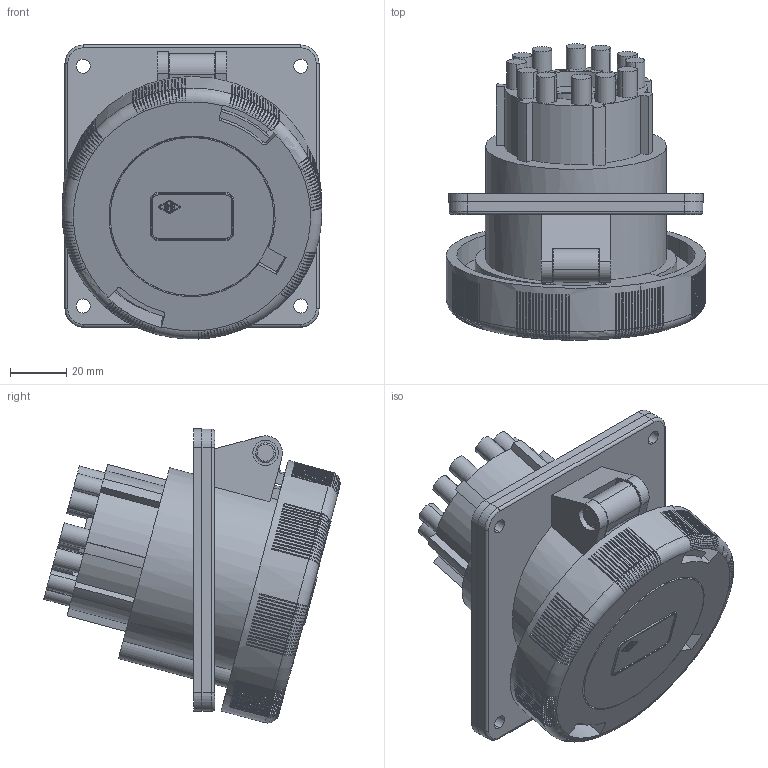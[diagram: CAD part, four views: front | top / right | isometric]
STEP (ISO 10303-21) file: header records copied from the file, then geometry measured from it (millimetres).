
FILE_DESCRIPTION(('Creo Elements/Direct Modeling STEP Export'),'2;1');
FILE_NAME('0ln7uvk5cknmvdc4188','2021-09-09T15:27:59',(''),(''),'Creo Elements/Direct Modeling STEP processor for AP214 (Solid Model)','Creo Elements/Direct Modeling 20.1B 02-Apr-2019 (C) Parametric Technology GmbH','');
FILE_SCHEMA(('AUTOMOTIVE_DESIGN { 1 0 10303 214 1 1 1 1 }'));
Products named in the file (2): PEW_3243_PI
Assembly tree (1 placements, depth 2):
  PEW_3243_PI
    PEW_3243_PI
Bounding box: 92 x 105.09 x 104.19 mm (x, y, z)
Volume: 331533.7 mm3; surface area: 72413.1 mm2
Topology: 1 solids, 1 shells, 1574 faces, 4383 edges, 2647 vertices
Faces by surface type: plane 883, torus 385, cylinder 304, sphere 2
Entity records: 85468 total; most frequent: CARTESIAN_POINT 35099, ORIENTED_EDGE 8354, DIRECTION 7400, EDGE_CURVE 4177, VERTEX_POINT 2647, AXIS2_PLACEMENT_3D 2559, VECTOR 2282, LINE 2282
